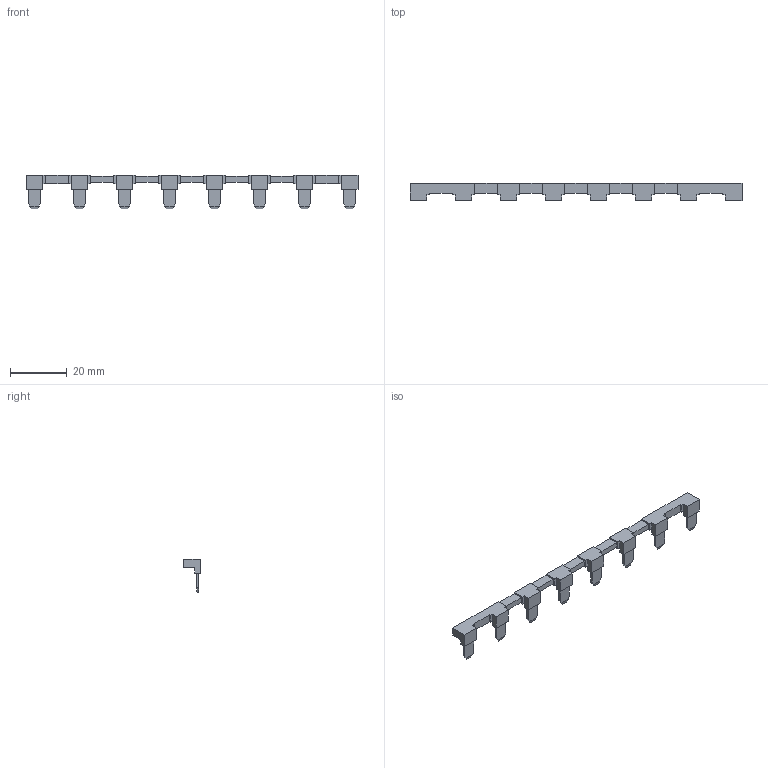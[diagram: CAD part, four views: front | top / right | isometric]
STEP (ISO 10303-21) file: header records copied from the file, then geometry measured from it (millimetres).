
FILE_DESCRIPTION(('CATIA V5 STEP Exchange','CAx-IF Rec.Pracs.--- Model Styling and Organization---1.5--- 2016-08-15','CAx-IF Rec.Pracs.---Supplemental Geometry---1.0---2011-11-01','CAx-IF Rec.Pracs.--- Composite Materials ---1.1---2010-07-15'),'2;1');
FILE_NAME ('D1627906_0', '2024-09-17T09:21:12+00:00', ('none'), ('Weidmueller'), 'CATIA Version 5-6 Release 2022 SP4 HF5', 'CATIA V5 STEP AP214 v3', 'none');
FILE_SCHEMA(('AUTOMOTIVE_DESIGN { 1 0 10303 214 1 1 1 1 }'));
Length unit declared in the file: millimetre
Products named in the file (1): S3D_CXI_CCP_8P_BL
Bounding box: 117.3 x 6 x 12 mm (x, y, z)
Volume: 1847.2 mm3; surface area: 2662.7 mm2
Topology: 1 solids, 1 shells, 170 faces, 466 edges, 306 vertices
Faces by surface type: plane 170
Entity records: 5299 total; most frequent: ORIENTED_EDGE 932, CARTESIAN_POINT 921, DIRECTION 735, EDGE_CURVE 466, VECTOR 457, LINE 457, VERTEX_POINT 306, EDGE_LOOP 178
